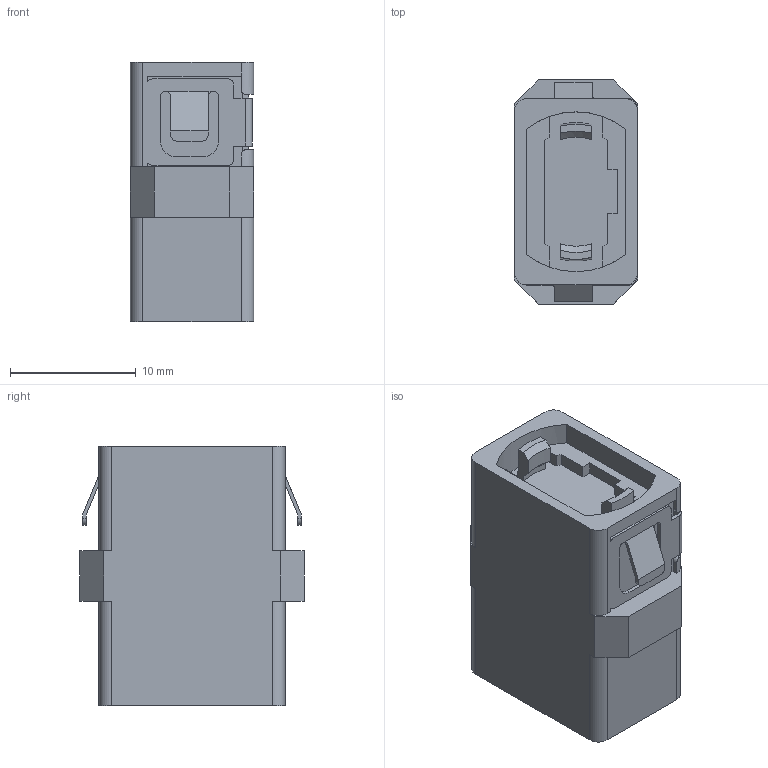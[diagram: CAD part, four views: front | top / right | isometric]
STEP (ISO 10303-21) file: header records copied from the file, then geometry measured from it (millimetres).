
FILE_DESCRIPTION (( 'STEP AP214' ), '1' );
FILE_NAME ('FOA-MPO.STEP', '2018-01-16T14:18:49', ( '' ), ( '' ), 'SwSTEP 2.0', 'SolidWorks 2014', '' );
FILE_SCHEMA (( 'AUTOMOTIVE_DESIGN' ));
Length unit declared in the file: inch
Products named in the file (1): FOA-MPO
Bounding box: 9.8 x 17.82 x 20.6 mm (x, y, z)
Volume: 2594.5 mm3; surface area: 1844.7 mm2
Topology: 1 solids, 1 shells, 196 faces, 570 edges, 378 vertices
Faces by surface type: plane 124, cylinder 60, cone 12
Entity records: 6706 total; most frequent: CARTESIAN_POINT 1267, ORIENTED_EDGE 1140, DIRECTION 1058, EDGE_CURVE 570, LINE 400, VECTOR 400, VERTEX_POINT 378, AXIS2_PLACEMENT_3D 329
